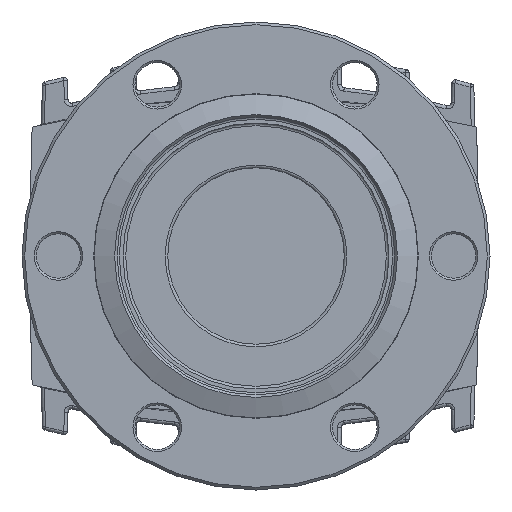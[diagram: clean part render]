
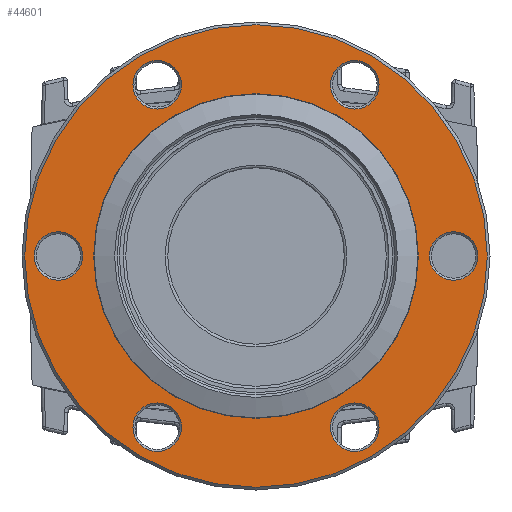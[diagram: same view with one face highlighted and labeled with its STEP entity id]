
A CAD part, front view. The second image highlights one B-rep face of the part: STEP entity #44601.
In plain terms, the highlighted planar face has unit normal (0, -1, 0).
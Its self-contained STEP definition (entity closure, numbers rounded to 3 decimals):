
#1469=FACE_BOUND('',#8011,.T.);
#1470=FACE_BOUND('',#8012,.T.);
#1471=FACE_BOUND('',#8013,.T.);
#1472=FACE_BOUND('',#8014,.T.);
#1473=FACE_BOUND('',#8015,.T.);
#1474=FACE_BOUND('',#8016,.T.);
#1475=FACE_BOUND('',#8017,.T.);
#3163=CIRCLE('',#48098,24.1);
#3180=CIRCLE('',#48124,3.6);
#3182=CIRCLE('',#48128,3.6);
#3184=CIRCLE('',#48132,3.6);
#3186=CIRCLE('',#48136,3.6);
#3188=CIRCLE('',#48140,3.6);
#3190=CIRCLE('',#48144,3.6);
#3193=CIRCLE('',#48149,34.35);
#5555=FACE_OUTER_BOUND('',#8010,.T.);
#8010=EDGE_LOOP('',(#38753));
#8011=EDGE_LOOP('',(#38754));
#8012=EDGE_LOOP('',(#38755));
#8013=EDGE_LOOP('',(#38756));
#8014=EDGE_LOOP('',(#38757));
#8015=EDGE_LOOP('',(#38758));
#8016=EDGE_LOOP('',(#38759));
#8017=EDGE_LOOP('',(#38760));
#20216=VERTEX_POINT('',#86563);
#20233=VERTEX_POINT('',#86615);
#20235=VERTEX_POINT('',#86623);
#20237=VERTEX_POINT('',#86631);
#20239=VERTEX_POINT('',#86639);
#20241=VERTEX_POINT('',#86647);
#20243=VERTEX_POINT('',#86655);
#20246=VERTEX_POINT('',#86665);
#26363=EDGE_CURVE('',#20216,#20216,#3163,.T.);
#26390=EDGE_CURVE('',#20233,#20233,#3180,.T.);
#26394=EDGE_CURVE('',#20235,#20235,#3182,.T.);
#26398=EDGE_CURVE('',#20237,#20237,#3184,.T.);
#26402=EDGE_CURVE('',#20239,#20239,#3186,.T.);
#26406=EDGE_CURVE('',#20241,#20241,#3188,.T.);
#26410=EDGE_CURVE('',#20243,#20243,#3190,.T.);
#26415=EDGE_CURVE('',#20246,#20246,#3193,.T.);
#38753=ORIENTED_EDGE('',*,*,#26415,.F.);
#38754=ORIENTED_EDGE('',*,*,#26410,.F.);
#38755=ORIENTED_EDGE('',*,*,#26402,.F.);
#38756=ORIENTED_EDGE('',*,*,#26394,.F.);
#38757=ORIENTED_EDGE('',*,*,#26363,.T.);
#38758=ORIENTED_EDGE('',*,*,#26390,.F.);
#38759=ORIENTED_EDGE('',*,*,#26398,.F.);
#38760=ORIENTED_EDGE('',*,*,#26406,.F.);
#40070=PLANE('',#48156);
#44601=ADVANCED_FACE('',(#5555,#1469,#1470,#1471,#1472,#1473,#1474,#1475),
#40070,.T.);
#48098=AXIS2_PLACEMENT_3D('',#86564,#59135,#59136);
#48124=AXIS2_PLACEMENT_3D('',#86617,#59197,#59198);
#48128=AXIS2_PLACEMENT_3D('',#86625,#59207,#59208);
#48132=AXIS2_PLACEMENT_3D('',#86633,#59217,#59218);
#48136=AXIS2_PLACEMENT_3D('',#86641,#59227,#59228);
#48140=AXIS2_PLACEMENT_3D('',#86649,#59237,#59238);
#48144=AXIS2_PLACEMENT_3D('',#86657,#59247,#59248);
#48149=AXIS2_PLACEMENT_3D('',#86667,#59259,#59260);
#48156=AXIS2_PLACEMENT_3D('',#86679,#59275,#59276);
#59135=DIRECTION('center_axis',(0.,1.,0.));
#59136=DIRECTION('ref_axis',(-1.,0.,0.));
#59197=DIRECTION('center_axis',(0.,-1.,0.));
#59198=DIRECTION('ref_axis',(-1.,0.,0.));
#59207=DIRECTION('center_axis',(0.,-1.,0.));
#59208=DIRECTION('ref_axis',(-1.,0.,0.));
#59217=DIRECTION('center_axis',(0.,-1.,0.));
#59218=DIRECTION('ref_axis',(-1.,0.,0.));
#59227=DIRECTION('center_axis',(0.,-1.,0.));
#59228=DIRECTION('ref_axis',(-1.,0.,0.));
#59237=DIRECTION('center_axis',(0.,-1.,0.));
#59238=DIRECTION('ref_axis',(-1.,0.,0.));
#59247=DIRECTION('center_axis',(0.,-1.,0.));
#59248=DIRECTION('ref_axis',(-1.,0.,0.));
#59259=DIRECTION('center_axis',(0.,1.,0.));
#59260=DIRECTION('ref_axis',(1.,0.,0.));
#59275=DIRECTION('center_axis',(0.,-1.,0.));
#59276=DIRECTION('ref_axis',(0.,0.,
-1.));
#86563=CARTESIAN_POINT('',(224.023,151.,200.));
#86564=CARTESIAN_POINT('Origin',(199.923,151.,200.));
#86615=CARTESIAN_POINT('',(218.198,151.,174.582));
#86617=CARTESIAN_POINT('Origin',(214.598,151.,174.582));
#86623=CARTESIAN_POINT('',(188.848,151.,174.582));
#86625=CARTESIAN_POINT('Origin',(185.248,151.,174.582));
#86631=CARTESIAN_POINT('',(218.198,151.,225.418));
#86633=CARTESIAN_POINT('Origin',(214.598,151.,225.418));
#86639=CARTESIAN_POINT('',(232.873,151.,200.));
#86641=CARTESIAN_POINT('Origin',(229.273,151.,200.));
#86647=CARTESIAN_POINT('',(174.173,151.,200.));
#86649=CARTESIAN_POINT('Origin',(170.573,151.,200.));
#86655=CARTESIAN_POINT('',(188.848,151.,225.418));
#86657=CARTESIAN_POINT('Origin',(185.248,151.,225.418));
#86665=CARTESIAN_POINT('',(165.573,151.,200.));
#86667=CARTESIAN_POINT('Origin',(199.923,151.,200.));
#86679=CARTESIAN_POINT('Origin',(170.498,151.,200.));
